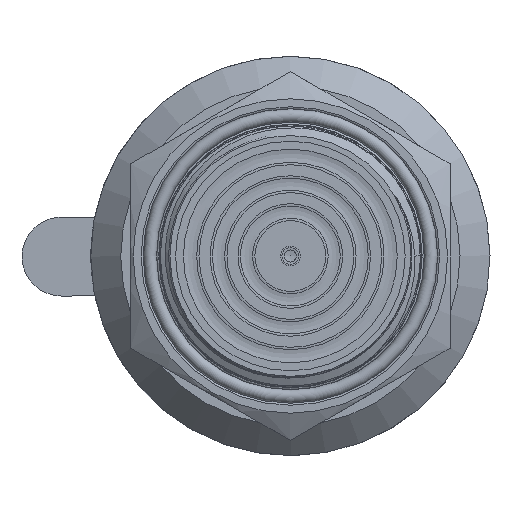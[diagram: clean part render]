
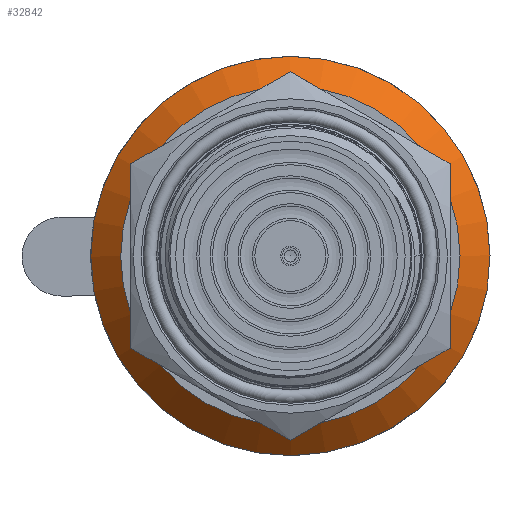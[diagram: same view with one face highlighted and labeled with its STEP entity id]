
A CAD part, left-side view. The second image highlights one B-rep face of the part: STEP entity #32842.
In plain terms, the highlighted conical face has half-angle 45 degrees and reference radius 18.5 mm.
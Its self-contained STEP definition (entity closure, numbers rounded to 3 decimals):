
#583=CONICAL_SURFACE('',#34765,18.5,0.785);
#2523=FACE_OUTER_BOUND('',#4407,.T.);
#4407=EDGE_LOOP('',(#25398,#25399,#25400,#25401));
#5990=CIRCLE('',#34764,20.);
#5991=CIRCLE('',#34766,17.);
#8261=LINE('',#63956,#11316);
#11316=VECTOR('',#38463,18.5);
#14812=VERTEX_POINT('',#63951);
#14813=VERTEX_POINT('',#63955);
#18696=EDGE_CURVE('',#14812,#14812,#5990,.T.);
#18697=EDGE_CURVE('',#14812,#14813,#8261,.T.);
#18698=EDGE_CURVE('',#14813,#14813,#5991,.T.);
#25398=ORIENTED_EDGE('',*,*,#18696,.F.);
#25399=ORIENTED_EDGE('',*,*,#18697,.T.);
#25400=ORIENTED_EDGE('',*,*,#18698,.T.);
#25401=ORIENTED_EDGE('',*,*,#18697,.F.);
#32842=ADVANCED_FACE('',(#2523),#583,.T.);
#34764=AXIS2_PLACEMENT_3D('',#63953,#38459,#38460);
#34765=AXIS2_PLACEMENT_3D('',#63954,#38461,#38462);
#34766=AXIS2_PLACEMENT_3D('',#63957,#38464,#38465);
#38459=DIRECTION('center_axis',(-1.,0.,0.));
#38460=DIRECTION('ref_axis',(0.,0.,
-1.));
#38461=DIRECTION('center_axis',(-1.,0.,0.));
#38462=DIRECTION('ref_axis',(0.,-1.,0.));
#38463=DIRECTION('',(0.707,-0.707,0.));
#38464=DIRECTION('center_axis',(-1.,0.,0.));
#38465=DIRECTION('ref_axis',(0.,0.,
-1.));
#63951=CARTESIAN_POINT('',(21.,20.,0.));
#63953=CARTESIAN_POINT('Origin',(21.,0.,0.));
#63954=CARTESIAN_POINT('Origin',(22.5,0.,0.));
#63955=CARTESIAN_POINT('',(24.,17.,0.));
#63956=CARTESIAN_POINT('',(22.5,18.5,0.));
#63957=CARTESIAN_POINT('Origin',(24.,0.,0.));
